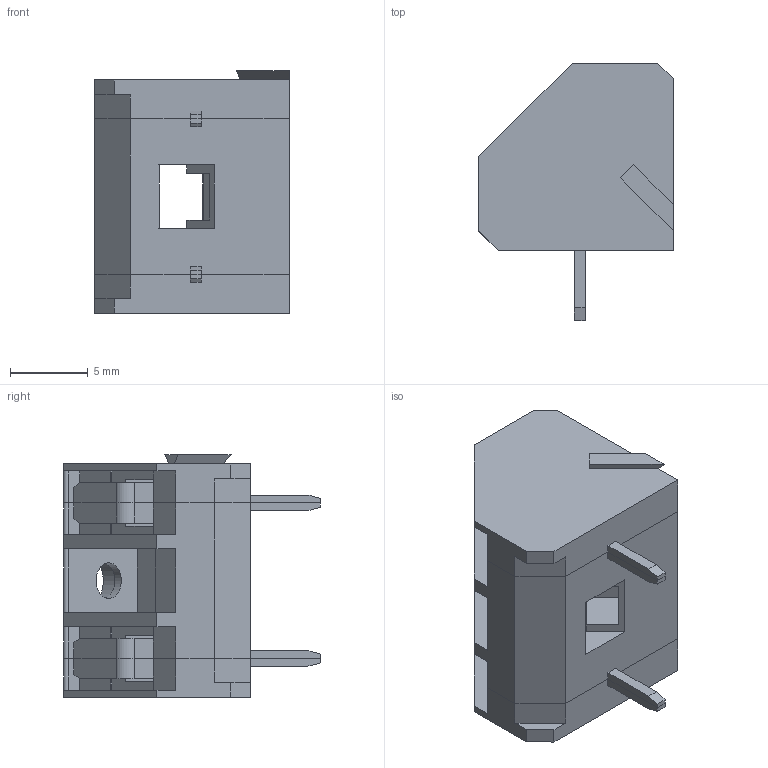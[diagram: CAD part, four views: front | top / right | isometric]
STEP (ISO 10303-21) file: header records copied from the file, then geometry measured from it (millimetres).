
FILE_DESCRIPTION(/* description */ ('Unknown'),/* implementation_level */ '2;1');
FILE_NAME(/* name */ '691201820002',/* time_stamp */ '2017-07-17T09:15:50+02:00',/* author */ ('Unknown'),/* organization */ ('Unknown'),/* preprocessor_version */ 'ST-DEVELOPER v16.7',/* originating_system */ 'DEX',/* authorisation */ $);
FILE_SCHEMA (('AUTOMOTIVE_DESIGN {1 0 10303 214 3 1 1}'));
Length unit declared in the file: millimetre
Products named in the file (4): 6912018200xx; COB10_CNT; COB10_DX; COB10_SX
Assembly tree (3 placements, depth 2):
  6912018200xx
    COB10_CNT
    COB10_DX
    COB10_SX
Bounding box: 12.5 x 16.5 x 15.6 mm (x, y, z)
Volume: 1321.4 mm3; surface area: 1911.6 mm2
Topology: 3 solids, 3 shells, 217 faces, 632 edges, 420 vertices
Faces by surface type: plane 201, cylinder 16
Full cylindrical faces by diameter (mm): 2.3 x1, 3.6 x1
Entity records: 8657 total; most frequent: CARTESIAN_POINT 1269, ORIENTED_EDGE 1258, DIRECTION 1122, EDGE_CURVE 629, LINE 578, VECTOR 578, VERTEX_POINT 419, AXIS2_PLACEMENT_3D 272
